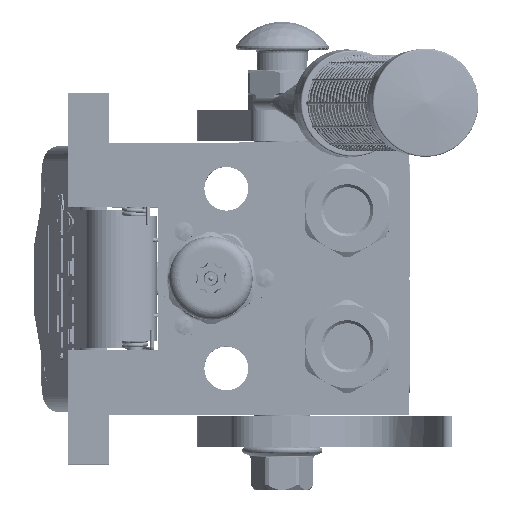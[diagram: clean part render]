
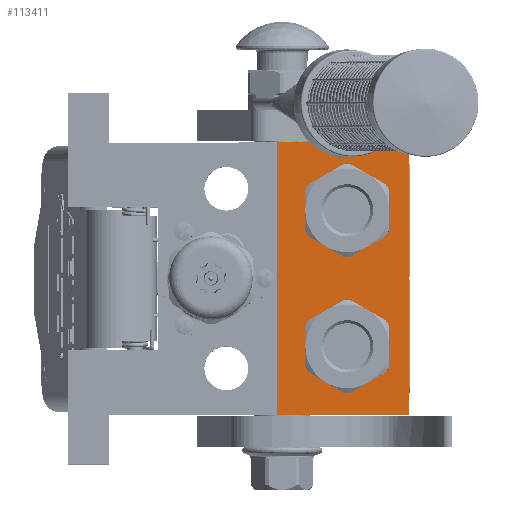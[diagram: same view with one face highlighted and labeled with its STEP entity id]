
A CAD part, top view. The second image highlights one B-rep face of the part: STEP entity #113411.
In plain terms, the highlighted face is planar.
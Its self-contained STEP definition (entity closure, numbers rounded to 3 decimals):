
#1845 = CARTESIAN_POINT ( 'NONE',  ( 22., 8.9, -32.15 ) ) ;
#2072 = VECTOR ( 'NONE', #23030, 1000. ) ;
#2560 = DIRECTION ( 'NONE',  ( 0., 0., -1. ) ) ;
#16153 = EDGE_CURVE ( 'NONE', #92821, #173042, #187632, .T. ) ;
#19169 = DIRECTION ( 'NONE',  ( 0., -1., 0. ) ) ;
#19811 = ORIENTED_EDGE ( 'NONE', *, *, #146925, .F. ) ;
#23030 = DIRECTION ( 'NONE',  ( 0., 0., -1. ) ) ;
#26482 = FACE_OUTER_BOUND ( 'NONE', #164023, .T. ) ;
#29255 = AXIS2_PLACEMENT_3D ( 'NONE', #178381, #83148, #2560 ) ;
#31966 = AXIS2_PLACEMENT_3D ( 'NONE', #99085, #19169, #147364 ) ;
#41181 = DIRECTION ( 'NONE',  ( 1., 0., 0. ) ) ;
#48591 = VERTEX_POINT ( 'NONE', #67177 ) ;
#54606 = CARTESIAN_POINT ( 'NONE',  ( 44., 8.9, 0. ) ) ;
#55107 = DIRECTION ( 'NONE',  ( 0., 0., -1. ) ) ;
#58318 = CARTESIAN_POINT ( 'NONE',  ( -44., 8.9, -42.5 ) ) ;
#62805 = LINE ( 'NONE', #151941, #188047 ) ;
#67177 = CARTESIAN_POINT ( 'NONE',  ( -22., 8.9, -7.85 ) ) ;
#69189 = FACE_BOUND ( 'NONE', #189183, .T. ) ;
#70814 = ORIENTED_EDGE ( 'NONE', *, *, #75648, .F. ) ;
#71689 = LINE ( 'NONE', #58318, #107121 ) ;
#75648 = EDGE_CURVE ( 'NONE', #160823, #48591, #79473, .T. ) ;
#78218 = CARTESIAN_POINT ( 'NONE',  ( 44., 8.9, -42.5 ) ) ;
#79473 = CIRCLE ( 'NONE', #31966, 12.15 ) ;
#83148 = DIRECTION ( 'NONE',  ( 0., -1., 0. ) ) ;
#85014 = PLANE ( 'NONE',  #204959 ) ;
#85915 = DIRECTION ( 'NONE',  ( 0., 0., 1. ) ) ;
#87354 = CIRCLE ( 'NONE', #153879, 12.15 ) ;
#89231 = FACE_BOUND ( 'NONE', #192947, .T. ) ;
#91079 = CARTESIAN_POINT ( 'NONE',  ( -22., 8.9, -20. ) ) ;
#92821 = VERTEX_POINT ( 'NONE', #142863 ) ;
#93158 = CIRCLE ( 'NONE', #93587, 12.15 ) ;
#93587 = AXIS2_PLACEMENT_3D ( 'NONE', #198645, #183229, #85915 ) ;
#97534 = CARTESIAN_POINT ( 'NONE',  ( -44., 8.9, 0. ) ) ;
#99085 = CARTESIAN_POINT ( 'NONE',  ( -22., 8.9, -20. ) ) ;
#102708 = ORIENTED_EDGE ( 'NONE', *, *, #159488, .F. ) ;
#102960 = VERTEX_POINT ( 'NONE', #1845 ) ;
#106662 = CARTESIAN_POINT ( 'NONE',  ( -22., 8.9, -32.15 ) ) ;
#107121 = VECTOR ( 'NONE', #185106, 1000. ) ;
#107240 = DIRECTION ( 'NONE',  ( 0., 0., 1. ) ) ;
#113411 = ADVANCED_FACE ( 'NONE', ( #89231, #69189, #26482 ), #85014, .T. ) ;
#117254 = DIRECTION ( 'NONE',  ( 1., 0., 0. ) ) ;
#121922 = LINE ( 'NONE', #182595, #191810 ) ;
#128055 = EDGE_CURVE ( 'NONE', #202383, #141315, #121922, .T. ) ;
#129145 = CARTESIAN_POINT ( 'NONE',  ( -44., 8.9, -42.5 ) ) ;
#132025 = EDGE_CURVE ( 'NONE', #48591, #160823, #87354, .T. ) ;
#140793 = ORIENTED_EDGE ( 'NONE', *, *, #128055, .T. ) ;
#141315 = VERTEX_POINT ( 'NONE', #129145 ) ;
#142863 = CARTESIAN_POINT ( 'NONE',  ( 44., 8.9, 0. ) ) ;
#146925 = EDGE_CURVE ( 'NONE', #102960, #161973, #181431, .T. ) ;
#147364 = DIRECTION ( 'NONE',  ( 0., 0., -1. ) ) ;
#151941 = CARTESIAN_POINT ( 'NONE',  ( -44., 8.9, 0. ) ) ;
#153879 = AXIS2_PLACEMENT_3D ( 'NONE', #91079, #201766, #107240 ) ;
#157573 = ORIENTED_EDGE ( 'NONE', *, *, #205419, .T. ) ;
#159488 = EDGE_CURVE ( 'NONE', #161973, #102960, #93158, .T. ) ;
#160823 = VERTEX_POINT ( 'NONE', #106662 ) ;
#161175 = ORIENTED_EDGE ( 'NONE', *, *, #195541, .F. ) ;
#161973 = VERTEX_POINT ( 'NONE', #191522 ) ;
#164023 = EDGE_LOOP ( 'NONE', ( #140793, #157573, #207067, #161175 ) ) ;
#173042 = VERTEX_POINT ( 'NONE', #78218 ) ;
#178381 = CARTESIAN_POINT ( 'NONE',  ( 22., 8.9, -20. ) ) ;
#180945 = CARTESIAN_POINT ( 'NONE',  ( 0., 8.9, 0. ) ) ;
#181431 = CIRCLE ( 'NONE', #29255, 12.15 ) ;
#182595 = CARTESIAN_POINT ( 'NONE',  ( -44., 8.9, 0. ) ) ;
#183229 = DIRECTION ( 'NONE',  ( 0., -1., 0. ) ) ;
#185106 = DIRECTION ( 'NONE',  ( 1., 0., 0. ) ) ;
#187632 = LINE ( 'NONE', #54606, #2072 ) ;
#188047 = VECTOR ( 'NONE', #41181, 1000. ) ;
#189183 = EDGE_LOOP ( 'NONE', ( #70814, #197420 ) ) ;
#191522 = CARTESIAN_POINT ( 'NONE',  ( 22., 8.9, -7.85 ) ) ;
#191810 = VECTOR ( 'NONE', #55107, 1000. ) ;
#192947 = EDGE_LOOP ( 'NONE', ( #19811, #102708 ) ) ;
#195541 = EDGE_CURVE ( 'NONE', #202383, #92821, #62805, .T. ) ;
#197075 = DIRECTION ( 'NONE',  ( 0., -1., 0. ) ) ;
#197420 = ORIENTED_EDGE ( 'NONE', *, *, #132025, .F. ) ;
#198645 = CARTESIAN_POINT ( 'NONE',  ( 22., 8.9, -20. ) ) ;
#201766 = DIRECTION ( 'NONE',  ( 0., -1., 0. ) ) ;
#202383 = VERTEX_POINT ( 'NONE', #97534 ) ;
#204959 = AXIS2_PLACEMENT_3D ( 'NONE', #180945, #197075, #117254 ) ;
#205419 = EDGE_CURVE ( 'NONE', #141315, #173042, #71689, .T. ) ;
#207067 = ORIENTED_EDGE ( 'NONE', *, *, #16153, .F. ) ;
